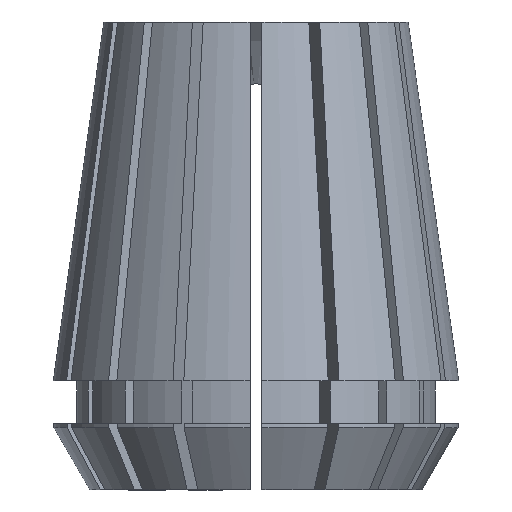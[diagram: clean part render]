
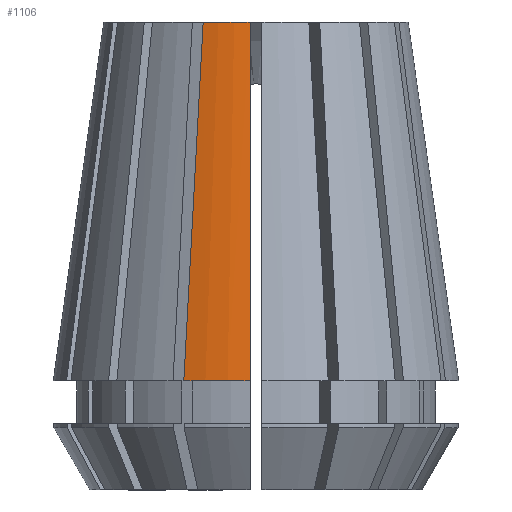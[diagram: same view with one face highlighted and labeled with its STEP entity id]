
A CAD part, left-side view. The second image highlights one B-rep face of the part: STEP entity #1106.
In plain terms, the highlighted conical face has half-angle 8 degrees and reference radius 25.998 mm.
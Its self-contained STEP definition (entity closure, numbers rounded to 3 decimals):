
#771 = DIRECTION ( 'NONE',  ( 0., 0., -1. ) ) ;
#1106 = ADVANCED_FACE ( 'NONE', ( #4144 ), #2419, .T. ) ;
#1225 = DIRECTION ( 'NONE',  ( 0., 0., 1. ) ) ;
#1299 = CARTESIAN_POINT ( 'NONE',  ( -22.304, 8.427, -30.667 ) ) ;
#1418 = CARTESIAN_POINT ( 'NONE',  ( -24.296, 9.252, -46. ) ) ;
#1420 = AXIS2_PLACEMENT_3D ( 'NONE', #2181, #771, #2772 ) ;
#1505 = CIRCLE ( 'NONE', #6107, 25.998 ) ;
#1663 = B_SPLINE_CURVE_WITH_KNOTS ( 'NONE', 3,
 ( #5361, #3914, #2417, #2393 ),
 .UNSPECIFIED., .F., .F.,
 ( 4, 4 ),
 ( 0.038, 0.084 ),
 .UNSPECIFIED. ) ;
#1680 = VERTEX_POINT ( 'NONE', #1418 ) ;
#1765 = CIRCLE ( 'NONE', #5920, 19.533 ) ;
#1769 = ORIENTED_EDGE ( 'NONE', *, *, #3477, .F. ) ;
#1787 = DIRECTION ( 'NONE',  ( 0., 0., 1. ) ) ;
#1801 = CARTESIAN_POINT ( 'NONE',  ( -18.32, 6.777, 0. ) ) ;
#2181 = CARTESIAN_POINT ( 'NONE',  ( 0., 0., -46. ) ) ;
#2264 = DIRECTION ( 'NONE',  ( 1., 0., 0. ) ) ;
#2393 = CARTESIAN_POINT ( 'NONE',  ( -19.519, 0.75, 0. ) ) ;
#2417 = CARTESIAN_POINT ( 'NONE',  ( -21.675, 0.75, -15.333 ) ) ;
#2419 = CONICAL_SURFACE ( 'NONE', #1420, 25.998, 0.14 ) ;
#2598 = B_SPLINE_CURVE_WITH_KNOTS ( 'NONE', 3,
 ( #4258, #1299, #5816, #1801 ),
 .UNSPECIFIED., .F., .F.,
 ( 4, 4 ),
 ( 0., 0.046 ),
 .UNSPECIFIED. ) ;
#2760 = ORIENTED_EDGE ( 'NONE', *, *, #2903, .T. ) ;
#2772 = DIRECTION ( 'NONE',  ( -1., 0., 0. ) ) ;
#2796 = EDGE_LOOP ( 'NONE', ( #1769, #5565, #2760, #3414 ) ) ;
#2822 = EDGE_CURVE ( 'NONE', #3028, #3883, #1765, .T. ) ;
#2903 = EDGE_CURVE ( 'NONE', #5343, #3883, #1663, .T. ) ;
#2943 = CARTESIAN_POINT ( 'NONE',  ( -18.32, 6.777, 0. ) ) ;
#3023 = CARTESIAN_POINT ( 'NONE',  ( -25.987, 0.75, -46. ) ) ;
#3028 = VERTEX_POINT ( 'NONE', #2943 ) ;
#3227 = CARTESIAN_POINT ( 'NONE',  ( 0., 0., -46. ) ) ;
#3414 = ORIENTED_EDGE ( 'NONE', *, *, #2822, .F. ) ;
#3477 = EDGE_CURVE ( 'NONE', #1680, #3028, #2598, .T. ) ;
#3538 = CARTESIAN_POINT ( 'NONE',  ( -19.519, 0.75, 0. ) ) ;
#3883 = VERTEX_POINT ( 'NONE', #3538 ) ;
#3914 = CARTESIAN_POINT ( 'NONE',  ( -23.831, 0.75, -30.667 ) ) ;
#4144 = FACE_OUTER_BOUND ( 'NONE', #2796, .T. ) ;
#4258 = CARTESIAN_POINT ( 'NONE',  ( -24.296, 9.252, -46. ) ) ;
#5343 = VERTEX_POINT ( 'NONE', #3023 ) ;
#5361 = CARTESIAN_POINT ( 'NONE',  ( -25.987, 0.75, -46. ) ) ;
#5532 = EDGE_CURVE ( 'NONE', #1680, #5343, #1505, .T. ) ;
#5565 = ORIENTED_EDGE ( 'NONE', *, *, #5532, .T. ) ;
#5816 = CARTESIAN_POINT ( 'NONE',  ( -20.312, 7.602, -15.333 ) ) ;
#5920 = AXIS2_PLACEMENT_3D ( 'NONE', #6171, #1225, #2264 ) ;
#6107 = AXIS2_PLACEMENT_3D ( 'NONE', #3227, #1787, #6241 ) ;
#6171 = CARTESIAN_POINT ( 'NONE',  ( 0., 0., 0. ) ) ;
#6241 = DIRECTION ( 'NONE',  ( 1., 0., 0. ) ) ;
